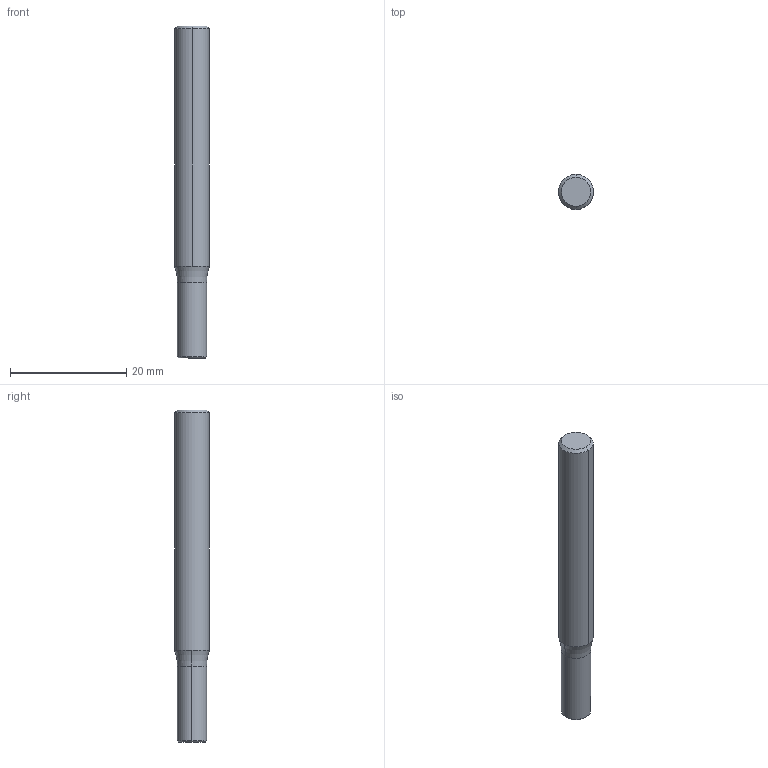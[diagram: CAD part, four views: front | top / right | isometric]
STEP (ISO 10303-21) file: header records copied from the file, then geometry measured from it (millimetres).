
FILE_DESCRIPTION (( 'STEP AP203' ), '1' );
FILE_NAME ('367633.step', '2023-04-03T05:26:09', ( '' ), ( '' ), 'SwSTEP 2.0', 'SolidWorks 2022', '' );
FILE_SCHEMA (( 'CONFIG_CONTROL_DESIGN' ));
Length unit declared in the file: millimetre
Products named in the file (1): 367633
Bounding box: 6 x 6 x 57 mm (x, y, z)
Volume: 1480.4 mm3; surface area: 1108.2 mm2
Topology: 2 solids, 2 shells, 14 faces, 28 edges, 18 vertices
Faces by surface type: cone 4, cylinder 4, plane 4, torus 2
Entity records: 451 total; most frequent: DIRECTION 78, CARTESIAN_POINT 61, ORIENTED_EDGE 56, AXIS2_PLACEMENT_3D 35, EDGE_CURVE 28, CIRCLE 20, VERTEX_POINT 18, FACE_OUTER_BOUND 14
